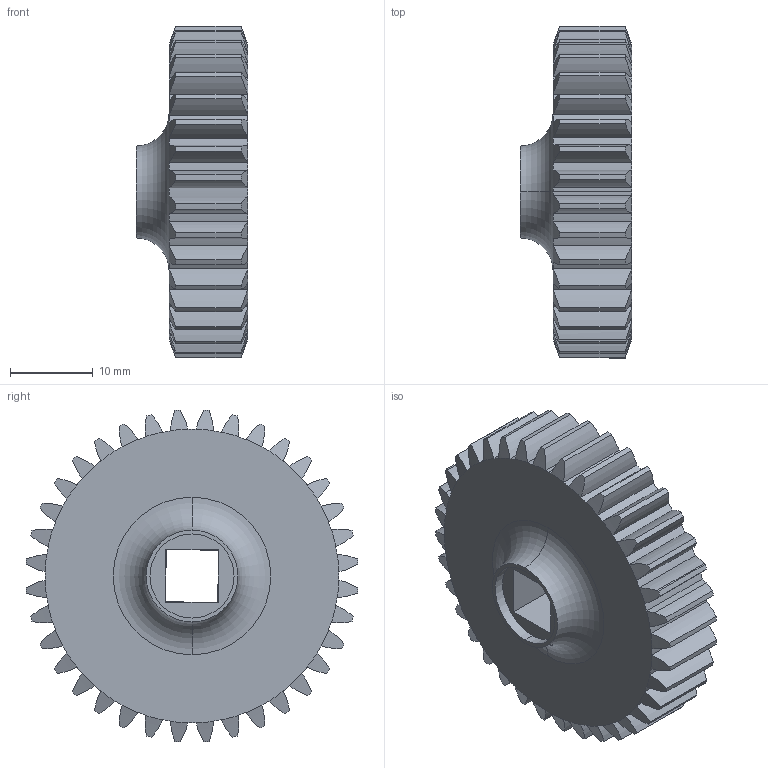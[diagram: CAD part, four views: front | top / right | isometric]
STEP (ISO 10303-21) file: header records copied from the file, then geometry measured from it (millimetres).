
FILE_DESCRIPTION (( 'STEP AP214' ), '1' );
FILE_NAME ('36T Driven Gear.STEP', '2024-09-19T22:05:22', ( '' ), ( '' ), 'SwSTEP 2.0', 'SolidWorks 2024', '' );
FILE_SCHEMA (( 'AUTOMOTIVE_DESIGN' ));
Length unit declared in the file: inch
Products named in the file (1): 36T Driven Gear
Bounding box: 13.49 x 40.11 x 40.11 mm (x, y, z)
Volume: 10437.2 mm3; surface area: 4721.2 mm2
Topology: 1 solids, 1 shells, 248 faces, 729 edges, 486 vertices
Faces by surface type: cylinder 153, cone 72, plane 21, torus 2
Entity records: 8632 total; most frequent: CARTESIAN_POINT 1920, ORIENTED_EDGE 1458, DIRECTION 1451, EDGE_CURVE 729, AXIS2_PLACEMENT_3D 625, VERTEX_POINT 486, CIRCLE 376, EDGE_LOOP 253
